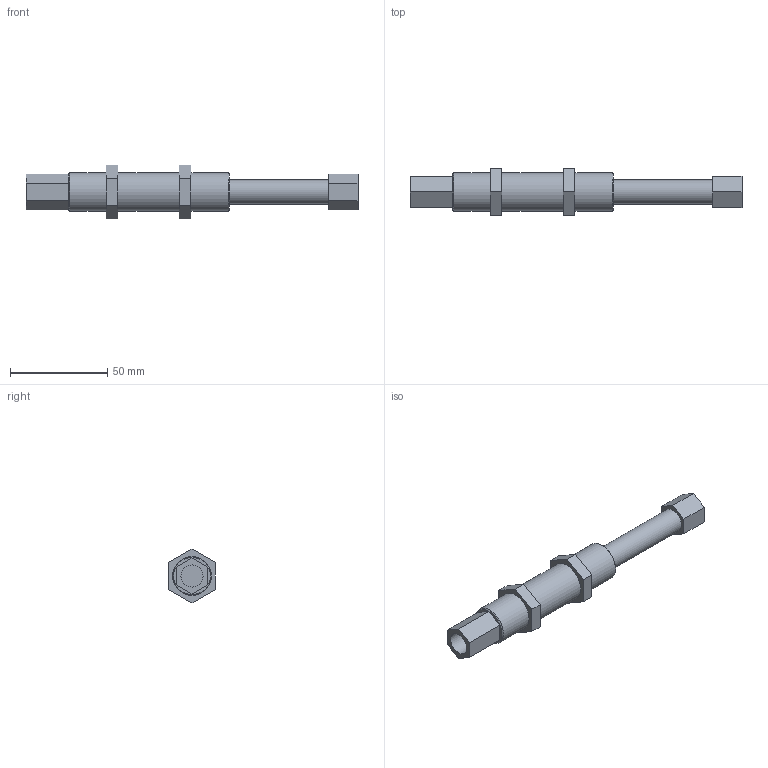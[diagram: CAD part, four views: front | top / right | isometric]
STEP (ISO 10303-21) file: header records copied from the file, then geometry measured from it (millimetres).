
FILE_DESCRIPTION(/* description */ ('GR03.2050T-Kd'),/* implementation_level */ '2;1');
FILE_NAME(/* name */ 'GR03.2050T-Kd.stp',/* time_stamp */ '2024-05-29T13:43:46+02:00',/* author */ ('RKob'),/* organization */ (''),/* preprocessor_version */ 'ST-DEVELOPER v18',/* originating_system */ 'Autodesk Inventor 2020',/* authorisation */ '');
FILE_SCHEMA (('AUTOMOTIVE_DESIGN { 1 0 10303 214 3 1 1 }'));
Length unit declared in the file: millimetre
Products named in the file (1): 0806286
Bounding box: 170.5 x 24 x 27.71 mm (x, y, z)
Volume: 40265.6 mm3; surface area: 11817.3 mm2
Topology: 1 solids, 1 shells, 43 faces, 101 edges, 69 vertices
Faces by surface type: plane 35, cylinder 6, cone 2
Full cylindrical faces by diameter (mm): 11.445 x2, 12.5 x1, 20 x3
Entity records: 1320 total; most frequent: CARTESIAN_POINT 214, DIRECTION 210, ORIENTED_EDGE 202, EDGE_CURVE 101, LINE 80, VECTOR 80, VERTEX_POINT 69, AXIS2_PLACEMENT_3D 65
